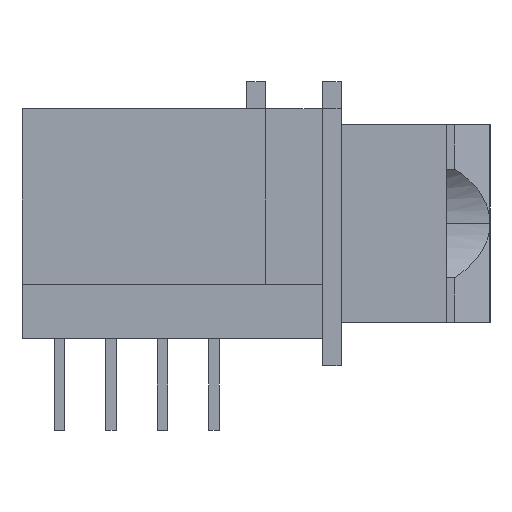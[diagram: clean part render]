
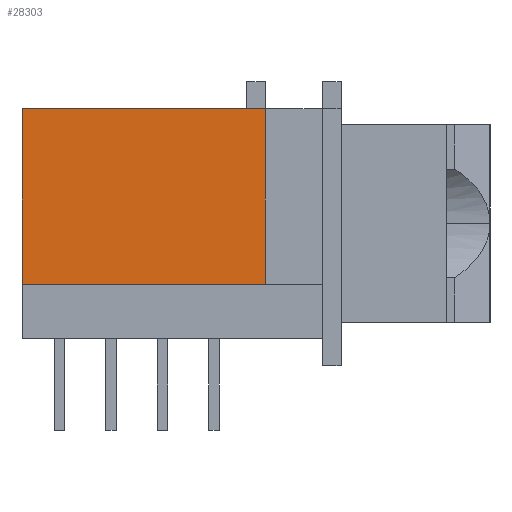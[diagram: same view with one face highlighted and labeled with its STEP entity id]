
A CAD part, left-side view. The second image highlights one B-rep face of the part: STEP entity #28303.
In plain terms, the highlighted planar face has unit normal (-1, 0, 0).
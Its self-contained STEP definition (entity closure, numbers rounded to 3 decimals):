
#28023=CARTESIAN_POINT('',(-26.515,-3.805,2.0));
#28024=VERTEX_POINT('',#28023);
#28031=CARTESIAN_POINT('',(-26.515,5.194,2.0));
#28032=VERTEX_POINT('',#28031);
#28033=CARTESIAN_POINT('',(-26.515,-3.805,2.0));
#28034=DIRECTION('',(0.0,1.0,0.0));
#28035=VECTOR('',#28034,8.999);
#28036=LINE('',#28033,#28035);
#28037=EDGE_CURVE('',#28024,#28032,#28036,.T.);
#28257=CARTESIAN_POINT('',(-26.515,-3.805,8.5));
#28258=VERTEX_POINT('',#28257);
#28265=CARTESIAN_POINT('',(-26.515,-3.805,2.0));
#28266=DIRECTION('',(0.0,0.0,1.0));
#28267=VECTOR('',#28266,6.5);
#28268=LINE('',#28265,#28267);
#28269=EDGE_CURVE('',#28024,#28258,#28268,.T.);
#28280=CARTESIAN_POINT('',(-26.515,-3.805,2.0));
#28281=DIRECTION('',(-1.0,0.0,0.0));
#28282=DIRECTION('',(0.0,0.0,1.0));
#28283=AXIS2_PLACEMENT_3D('',#28280,#28281,#28282);
#28284=PLANE('',#28283);
#28285=CARTESIAN_POINT('',(-26.515,5.194,8.5));
#28286=VERTEX_POINT('',#28285);
#28287=CARTESIAN_POINT('',(-26.515,-3.805,8.5));
#28288=DIRECTION('',(0.0,1.0,0.0));
#28289=VECTOR('',#28288,8.999);
#28290=LINE('',#28287,#28289);
#28291=EDGE_CURVE('',#28258,#28286,#28290,.T.);
#28292=ORIENTED_EDGE('',*,*,#28291,.T.);
#28293=CARTESIAN_POINT('',(-26.515,5.194,2.0));
#28294=DIRECTION('',(0.0,0.0,1.0));
#28295=VECTOR('',#28294,6.5);
#28296=LINE('',#28293,#28295);
#28297=EDGE_CURVE('',#28032,#28286,#28296,.T.);
#28298=ORIENTED_EDGE('',*,*,#28297,.F.);
#28299=ORIENTED_EDGE('',*,*,#28037,.F.);
#28300=ORIENTED_EDGE('',*,*,#28269,.T.);
#28301=EDGE_LOOP('',(#28292,#28298,#28299,#28300));
#28302=FACE_OUTER_BOUND('',#28301,.T.);
#28303=ADVANCED_FACE('',(#28302),#28284,.T.);
